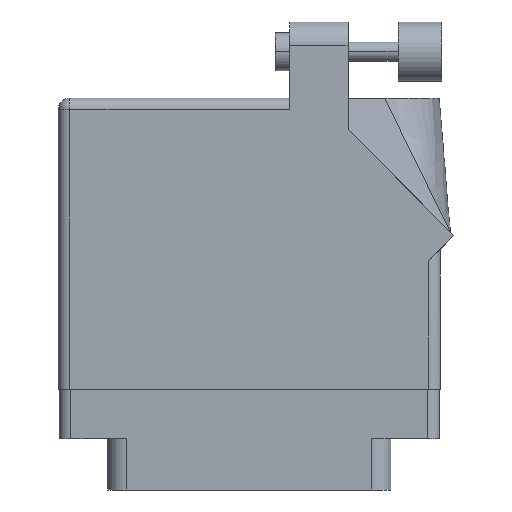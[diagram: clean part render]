
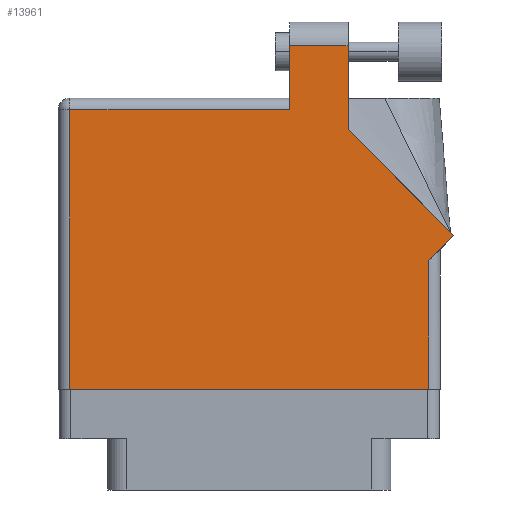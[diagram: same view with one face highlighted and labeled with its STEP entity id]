
A CAD part, front view. The second image highlights one B-rep face of the part: STEP entity #13961.
In plain terms, the highlighted face is planar.
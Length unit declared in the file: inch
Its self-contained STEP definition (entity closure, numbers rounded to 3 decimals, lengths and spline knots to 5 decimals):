
#202 = CARTESIAN_POINT ( 'NONE',  ( 1.524, 1.805, 0. ) ) ;
#232 = ORIENTED_EDGE ( 'NONE', *, *, #8482, .T. ) ;
#1452 = CARTESIAN_POINT ( 'NONE',  ( 2.08071, 0.80771, 0. ) ) ;
#2244 = EDGE_CURVE ( 'NONE', #10774, #23031, #25155, .T. ) ;
#2613 = VECTOR ( 'NONE', #16209, 39.37008 ) ;
#2817 = LINE ( 'NONE', #20651, #32491 ) ;
#3112 = ORIENTED_EDGE ( 'NONE', *, *, #19069, .T. ) ;
#3517 = DIRECTION ( 'NONE',  ( 0., -1., 0. ) ) ;
#3532 = EDGE_LOOP ( 'NONE', ( #27999, #23304, #18876, #18355, #12152, #16959, #232, #3112, #22684 ) ) ;
#4401 = DIRECTION ( 'NONE',  ( 0., 1., 0. ) ) ;
#4518 = DIRECTION ( 'NONE',  ( 1., 0., 0. ) ) ;
#4534 = CARTESIAN_POINT ( 'NONE',  ( 1.948, 0.675, 0. ) ) ;
#5993 = DIRECTION ( 'NONE',  ( 0., 0., -1. ) ) ;
#6360 = CARTESIAN_POINT ( 'NONE',  ( 1.948, 0., 0. ) ) ;
#7345 = CARTESIAN_POINT ( 'NONE',  ( 0., 0., 0. ) ) ;
#7625 = VERTEX_POINT ( 'NONE', #25710 ) ;
#7749 = VECTOR ( 'NONE', #3517, 39.37008 ) ;
#7763 = CARTESIAN_POINT ( 'NONE',  ( 1.217, 1.468, 0. ) ) ;
#8347 = PLANE ( 'NONE',  #21723 ) ;
#8424 = LINE ( 'NONE', #25661, #26252 ) ;
#8482 = EDGE_CURVE ( 'NONE', #23487, #9696, #2817, .T. ) ;
#8790 = VECTOR ( 'NONE', #18281, 39.37008 ) ;
#9696 = VERTEX_POINT ( 'NONE', #4534 ) ;
#10367 = EDGE_CURVE ( 'NONE', #33191, #10774, #21346, .T. ) ;
#10774 = VERTEX_POINT ( 'NONE', #7763 ) ;
#11582 = VECTOR ( 'NONE', #16567, 39.37008 ) ;
#11706 = VERTEX_POINT ( 'NONE', #1452 ) ;
#11859 = EDGE_CURVE ( 'NONE', #28564, #27838, #15711, .T. ) ;
#12152 = ORIENTED_EDGE ( 'NONE', *, *, #21019, .T. ) ;
#12868 = VECTOR ( 'NONE', #4518, 39.37008 ) ;
#13961 = ADVANCED_FACE ( 'NONE', ( #22401 ), #8347, .F. ) ;
#14513 = CARTESIAN_POINT ( 'NONE',  ( 1.217, 1.53, 0. ) ) ;
#14899 = CARTESIAN_POINT ( 'NONE',  ( 0.062, 1.468, 0. ) ) ;
#15264 = DIRECTION ( 'NONE',  ( 0., 1., 0. ) ) ;
#15711 = LINE ( 'NONE', #18132, #24652 ) ;
#16193 = EDGE_CURVE ( 'NONE', #11706, #28564, #26881, .T. ) ;
#16209 = DIRECTION ( 'NONE',  ( -1., 0., 0. ) ) ;
#16567 = DIRECTION ( 'NONE',  ( -0.707, 0.707, 0. ) ) ;
#16810 = CARTESIAN_POINT ( 'NONE',  ( 2.08071, 0.80771, 0. ) ) ;
#16959 = ORIENTED_EDGE ( 'NONE', *, *, #25415, .T. ) ;
#17574 = CARTESIAN_POINT ( 'NONE',  ( 1.524, 1.36442, 0. ) ) ;
#17995 = LINE ( 'NONE', #7345, #12868 ) ;
#18132 = CARTESIAN_POINT ( 'NONE',  ( 1.524, 1.36442, 0. ) ) ;
#18281 = DIRECTION ( 'NONE',  ( 0., -1., 0. ) ) ;
#18355 = ORIENTED_EDGE ( 'NONE', *, *, #2244, .T. ) ;
#18876 = ORIENTED_EDGE ( 'NONE', *, *, #10367, .T. ) ;
#19069 = EDGE_CURVE ( 'NONE', #9696, #11706, #8424, .T. ) ;
#19179 = DIRECTION ( 'NONE',  ( -1., 0., 0. ) ) ;
#19422 = CARTESIAN_POINT ( 'NONE',  ( 0., 1.53, 0. ) ) ;
#19647 = VECTOR ( 'NONE', #21286, 39.37008 ) ;
#20651 = CARTESIAN_POINT ( 'NONE',  ( 1.948, 0.737, 0. ) ) ;
#20740 = LINE ( 'NONE', #26452, #8790 ) ;
#21019 = EDGE_CURVE ( 'NONE', #23031, #7625, #20740, .T. ) ;
#21286 = DIRECTION ( 'NONE',  ( -1., 0., 0. ) ) ;
#21346 = LINE ( 'NONE', #14513, #7749 ) ;
#21723 = AXIS2_PLACEMENT_3D ( 'NONE', #19422, #5993, #19179 ) ;
#21803 = CARTESIAN_POINT ( 'NONE',  ( 1.217, 1.805, 0. ) ) ;
#22401 = FACE_OUTER_BOUND ( 'NONE', #3532, .T. ) ;
#22684 = ORIENTED_EDGE ( 'NONE', *, *, #16193, .T. ) ;
#23031 = VERTEX_POINT ( 'NONE', #14899 ) ;
#23304 = ORIENTED_EDGE ( 'NONE', *, *, #27400, .T. ) ;
#23487 = VERTEX_POINT ( 'NONE', #6360 ) ;
#24652 = VECTOR ( 'NONE', #15264, 39.37008 ) ;
#25155 = LINE ( 'NONE', #34470, #19647 ) ;
#25415 = EDGE_CURVE ( 'NONE', #7625, #23487, #17995, .T. ) ;
#25661 = CARTESIAN_POINT ( 'NONE',  ( 2.01, 0.737, 0. ) ) ;
#25710 = CARTESIAN_POINT ( 'NONE',  ( 0.062, 0., 0. ) ) ;
#26252 = VECTOR ( 'NONE', #28283, 39.37008 ) ;
#26452 = CARTESIAN_POINT ( 'NONE',  ( 0.062, 0., 0. ) ) ;
#26881 = LINE ( 'NONE', #16810, #11582 ) ;
#27400 = EDGE_CURVE ( 'NONE', #27838, #33191, #31446, .T. ) ;
#27838 = VERTEX_POINT ( 'NONE', #202 ) ;
#27999 = ORIENTED_EDGE ( 'NONE', *, *, #11859, .T. ) ;
#28283 = DIRECTION ( 'NONE',  ( 0.707, 0.707, 0. ) ) ;
#28564 = VERTEX_POINT ( 'NONE', #17574 ) ;
#31446 = LINE ( 'NONE', #21803, #2613 ) ;
#32491 = VECTOR ( 'NONE', #4401, 39.37008 ) ;
#33191 = VERTEX_POINT ( 'NONE', #34083 ) ;
#34083 = CARTESIAN_POINT ( 'NONE',  ( 1.217, 1.805, 0. ) ) ;
#34470 = CARTESIAN_POINT ( 'NONE',  ( 0., 1.468, 0. ) ) ;
